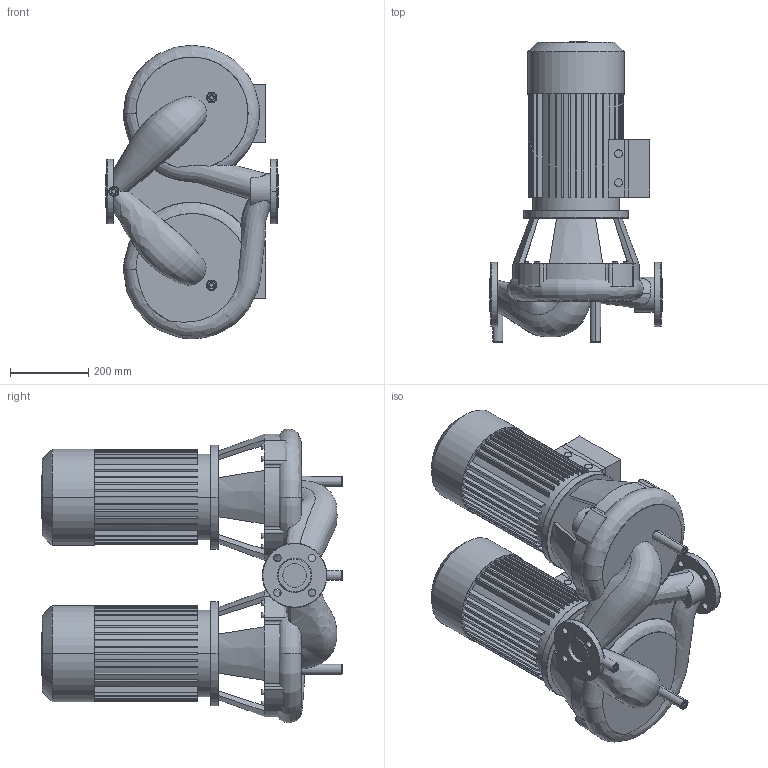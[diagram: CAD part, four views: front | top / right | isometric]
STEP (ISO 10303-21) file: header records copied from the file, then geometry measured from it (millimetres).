
FILE_DESCRIPTION((''),'2;1');
FILE_NAME('3d_DL50_270-4_4-2120952.stp','2016-05-24T12:34:47',(''),(''),'Mechanical Desktop 2009','Mechanical Desktop 2009',', , ');
FILE_SCHEMA(('CONFIG_CONTROL_DESIGN'));
Length unit declared in the file: millimetre
Products named in the file (1): Product
Bounding box: 440 x 769 x 750.91 mm (x, y, z)
Volume: 73144543.2 mm3; surface area: 3215558.2 mm2
Topology: 17 solids, 17 shells, 763 faces, 2081 edges, 1381 vertices
Faces by surface type: bspline 274, plane 267, cylinder 187, cone 19, torus 16
Full cylindrical faces by diameter (mm): 90.3 x1
Entity records: 43181 total; most frequent: CARTESIAN_POINT 24261, ORIENTED_EDGE 4152, DIRECTION 3572, EDGE_CURVE 2076, VERTEX_POINT 1378, AXIS2_PLACEMENT_3D 1201, VECTOR 1170, LINE 1170
